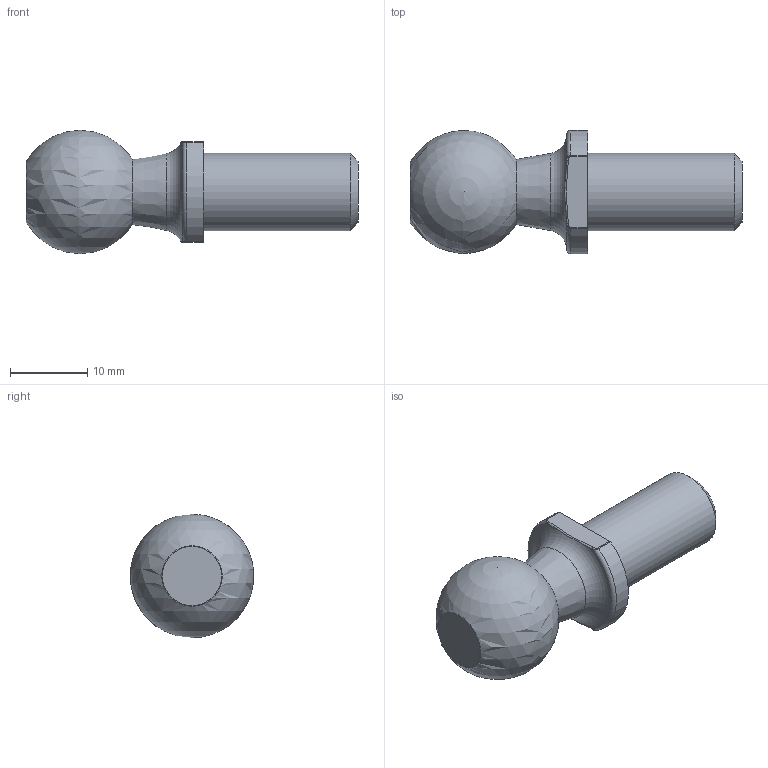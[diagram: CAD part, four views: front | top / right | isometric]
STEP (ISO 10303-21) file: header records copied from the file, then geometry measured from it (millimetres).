
FILE_DESCRIPTION (( 'STEP AP214' ), '1' );
FILE_NAME ('75.99.07.0005.step', '2021-04-02T17:59:43', ( '' ), ( '' ), 'SwSTEP 2.0', 'SolidWorks 2021', '' );
FILE_SCHEMA (( 'AUTOMOTIVE_DESIGN' ));
Length unit declared in the file: millimetre
Products named in the file (1): 75.99.07.0005
Bounding box: 43 x 15.98 x 16 mm (x, y, z)
Volume: 4636.6 mm3; surface area: 1925.6 mm2
Topology: 1 solids, 1 shells, 25 faces, 57 edges, 35 vertices
Faces by surface type: cylinder 7, bspline 6, plane 5, torus 4, cone 2, sphere 1
Full cylindrical faces by diameter (mm): 10 x1
Entity records: 910 total; most frequent: CARTESIAN_POINT 390, DIRECTION 100, ORIENTED_EDGE 94, EDGE_CURVE 47, AXIS2_PLACEMENT_3D 45, EDGE_LOOP 32, VERTEX_POINT 31, FACE_OUTER_BOUND 29
